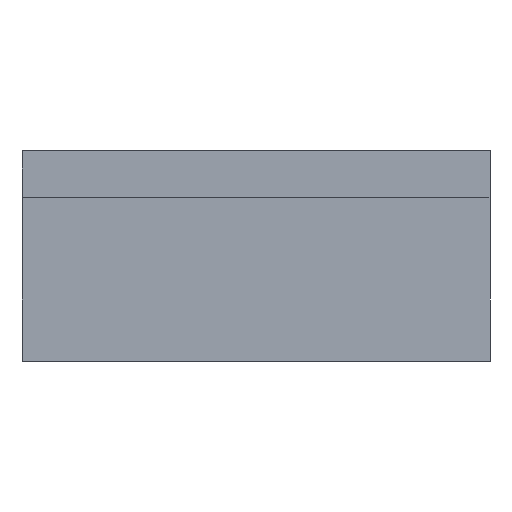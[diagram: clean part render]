
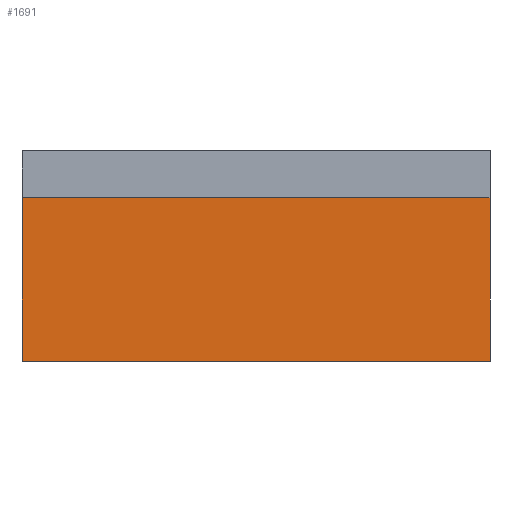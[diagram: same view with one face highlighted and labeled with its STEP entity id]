
A CAD part, front view. The second image highlights one B-rep face of the part: STEP entity #1691.
In plain terms, the highlighted planar face has unit normal (0, -1, 0).
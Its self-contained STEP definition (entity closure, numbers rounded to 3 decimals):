
#62=LINE('',#2317,#265);
#223=LINE('',#2675,#426);
#251=LINE('',#2734,#454);
#252=LINE('',#2735,#455);
#265=VECTOR('',#1873,10.);
#426=VECTOR('',#2204,10.);
#454=VECTOR('',#2260,10.);
#455=VECTOR('',#2261,10.);
#546=FACE_OUTER_BOUND('',#659,.T.);
#659=EDGE_LOOP('',(#1503,#1504,#1505,#1506));
#707=VERTEX_POINT('',#2314);
#708=VERTEX_POINT('',#2316);
#820=VERTEX_POINT('',#2674);
#837=VERTEX_POINT('',#2733);
#857=EDGE_CURVE('',#708,#707,#62,.T.);
#1035=EDGE_CURVE('',#708,#820,#223,.T.);
#1064=EDGE_CURVE('',#707,#837,#251,.T.);
#1065=EDGE_CURVE('',#820,#837,#252,.T.);
#1503=ORIENTED_EDGE('',*,*,#1064,.T.);
#1504=ORIENTED_EDGE('',*,*,#1065,.F.);
#1505=ORIENTED_EDGE('',*,*,#1035,.F.);
#1506=ORIENTED_EDGE('',*,*,#857,.T.);
#1599=PLANE('',#1823);
#1691=ADVANCED_FACE('',(#546),#1599,.T.);
#1823=AXIS2_PLACEMENT_3D('',#2732,#2258,#2259);
#1873=DIRECTION('',(0.,0.,1.));
#2204=DIRECTION('',(-1.,0.,0.));
#2258=DIRECTION('center_axis',(0.,-1.,0.));
#2259=DIRECTION('ref_axis',(1.,0.,0.));
#2260=DIRECTION('',(-1.,0.,0.));
#2261=DIRECTION('',(0.,0.,1.));
#2314=CARTESIAN_POINT('',(15.,5.,10.5));
#2316=CARTESIAN_POINT('',(15.,5.,0.));
#2317=CARTESIAN_POINT('',(15.,5.,0.));
#2674=CARTESIAN_POINT('',(-15.,5.,0.));
#2675=CARTESIAN_POINT('',(15.,5.,0.));
#2732=CARTESIAN_POINT('Origin',(-15.,5.,0.));
#2733=CARTESIAN_POINT('',(-15.,5.,10.5));
#2734=CARTESIAN_POINT('',(15.,5.,10.5));
#2735=CARTESIAN_POINT('',(-15.,5.,0.));
